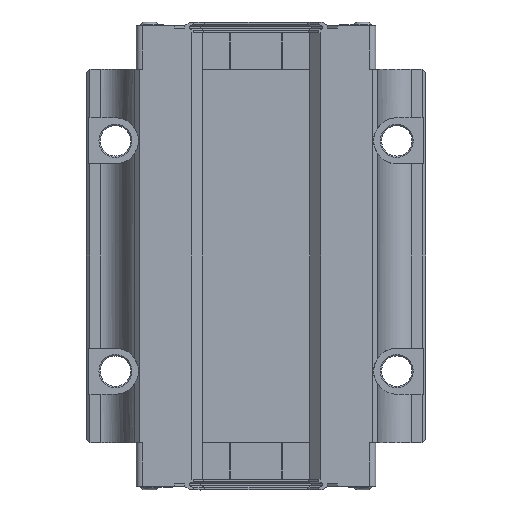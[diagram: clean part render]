
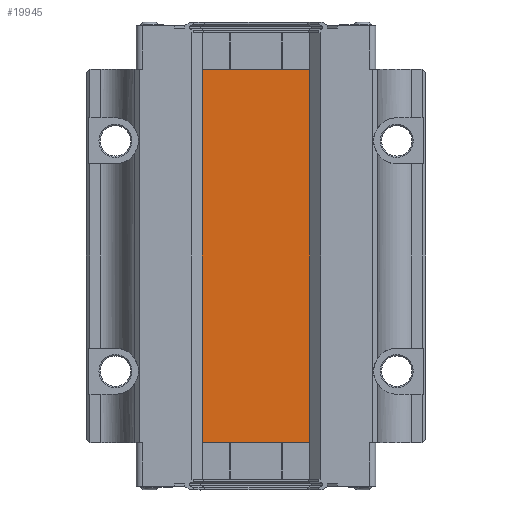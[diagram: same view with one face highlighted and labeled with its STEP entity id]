
A CAD part, front view. The second image highlights one B-rep face of the part: STEP entity #19945.
In plain terms, the highlighted planar face has unit normal (0, -1, 0).
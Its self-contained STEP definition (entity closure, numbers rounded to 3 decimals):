
#278=LINE('',#27942,#2506);
#319=LINE('',#28025,#2547);
#405=LINE('',#28335,#2633);
#446=LINE('',#28418,#2674);
#524=LINE('',#28717,#2752);
#525=LINE('',#28718,#2753);
#526=LINE('',#28719,#2754);
#527=LINE('',#28721,#2755);
#528=LINE('',#28723,#2756);
#529=LINE('',#28724,#2757);
#530=LINE('',#28725,#2758);
#531=LINE('',#28726,#2759);
#2506=VECTOR('',#22631,15.);
#2547=VECTOR('',#22700,15.);
#2633=VECTOR('',#22962,15.);
#2674=VECTOR('',#23031,15.);
#2752=VECTOR('',#23293,184.);
#2753=VECTOR('',#23294,0.649);
#2754=VECTOR('',#23295,44.2);
#2755=VECTOR('',#23296,0.649);
#2756=VECTOR('',#23297,184.);
#2757=VECTOR('',#23298,0.649);
#2758=VECTOR('',#23299,44.2);
#2759=VECTOR('',#23300,0.649);
#5204=FACE_OUTER_BOUND('',#6382,.T.);
#6382=EDGE_LOOP('',(#13030,#13031,#13032,#13033,#13034,#13035,#13036,#13037,
#13038,#13039,#13040,#13041));
#7841=VERTEX_POINT('',#27939);
#7842=VERTEX_POINT('',#27941);
#7869=VERTEX_POINT('',#28023);
#7870=VERTEX_POINT('',#28024);
#7969=VERTEX_POINT('',#28332);
#7970=VERTEX_POINT('',#28334);
#7997=VERTEX_POINT('',#28416);
#7998=VERTEX_POINT('',#28417);
#8090=VERTEX_POINT('',#28715);
#8091=VERTEX_POINT('',#28716);
#8092=VERTEX_POINT('',#28720);
#8093=VERTEX_POINT('',#28722);
#9651=EDGE_CURVE('',#7842,#7841,#278,.T.);
#9692=EDGE_CURVE('',#7869,#7870,#319,.T.);
#9823=EDGE_CURVE('',#7970,#7969,#405,.T.);
#9864=EDGE_CURVE('',#7997,#7998,#446,.T.);
#9988=EDGE_CURVE('',#8090,#8091,#524,.T.);
#9989=EDGE_CURVE('',#7870,#8090,#525,.T.);
#9990=EDGE_CURVE('',#7842,#7869,#526,.T.);
#9991=EDGE_CURVE('',#8092,#7841,#527,.T.);
#9992=EDGE_CURVE('',#8093,#8092,#528,.T.);
#9993=EDGE_CURVE('',#7998,#8093,#529,.T.);
#9994=EDGE_CURVE('',#7970,#7997,#530,.T.);
#9995=EDGE_CURVE('',#8091,#7969,#531,.T.);
#13030=ORIENTED_EDGE('',*,*,#9988,.F.);
#13031=ORIENTED_EDGE('',*,*,#9989,.F.);
#13032=ORIENTED_EDGE('',*,*,#9692,.F.);
#13033=ORIENTED_EDGE('',*,*,#9990,.F.);
#13034=ORIENTED_EDGE('',*,*,#9651,.T.);
#13035=ORIENTED_EDGE('',*,*,#9991,.F.);
#13036=ORIENTED_EDGE('',*,*,#9992,.F.);
#13037=ORIENTED_EDGE('',*,*,#9993,.F.);
#13038=ORIENTED_EDGE('',*,*,#9864,.F.);
#13039=ORIENTED_EDGE('',*,*,#9994,.F.);
#13040=ORIENTED_EDGE('',*,*,#9823,.T.);
#13041=ORIENTED_EDGE('',*,*,#9995,.F.);
#17955=PLANE('',#21173);
#19945=ADVANCED_FACE('',(#5204),#17955,.F.);
#21173=AXIS2_PLACEMENT_3D('',#28714,#23291,#23292);
#22631=DIRECTION('',(0.,0.,1.));
#22700=DIRECTION('',(0.,0.,1.));
#22962=DIRECTION('',(0.,0.,-1.));
#23031=DIRECTION('',(0.,0.,-1.));
#23291=DIRECTION('center_axis',(0.,1.,0.));
#23292=DIRECTION('ref_axis',(0.,0.,1.));
#23293=DIRECTION('',(0.,0.,-1.));
#23294=DIRECTION('',(1.,0.,0.));
#23295=DIRECTION('',(1.,0.,0.));
#23296=DIRECTION('',(1.,0.,0.));
#23297=DIRECTION('',(0.,0.,1.));
#23298=DIRECTION('',(-1.,0.,0.));
#23299=DIRECTION('',(-1.,0.,0.));
#23300=DIRECTION('',(-1.,0.,0.));
#27939=CARTESIAN_POINT('',(-22.1,7.1,92.));
#27941=CARTESIAN_POINT('',(-22.1,7.1,77.));
#27942=CARTESIAN_POINT('',(-22.1,7.1,77.));
#28023=CARTESIAN_POINT('',(22.1,7.1,77.));
#28024=CARTESIAN_POINT('',(22.1,7.1,92.));
#28025=CARTESIAN_POINT('',(22.1,7.1,77.));
#28332=CARTESIAN_POINT('',(22.1,7.1,-92.));
#28334=CARTESIAN_POINT('',(22.1,7.1,-77.));
#28335=CARTESIAN_POINT('',(22.1,7.1,-77.));
#28416=CARTESIAN_POINT('',(-22.1,7.1,-77.));
#28417=CARTESIAN_POINT('',(-22.1,7.1,-92.));
#28418=CARTESIAN_POINT('',(-22.1,7.1,-77.));
#28714=CARTESIAN_POINT('Origin',(22.749,7.1,77.));
#28715=CARTESIAN_POINT('',(22.749,7.1,92.));
#28716=CARTESIAN_POINT('',(22.749,7.1,-92.));
#28717=CARTESIAN_POINT('',(22.749,7.1,77.));
#28718=CARTESIAN_POINT('',(-0.476,7.1,92.));
#28719=CARTESIAN_POINT('',(-22.749,7.1,77.));
#28720=CARTESIAN_POINT('',(-22.749,7.1,92.));
#28721=CARTESIAN_POINT('',(-0.476,7.1,92.));
#28722=CARTESIAN_POINT('',(-22.749,7.1,-92.));
#28723=CARTESIAN_POINT('',(-22.749,7.1,-77.));
#28724=CARTESIAN_POINT('',(-0.476,7.1,-92.));
#28725=CARTESIAN_POINT('',(22.749,7.1,-77.));
#28726=CARTESIAN_POINT('',(-0.476,7.1,-92.));
